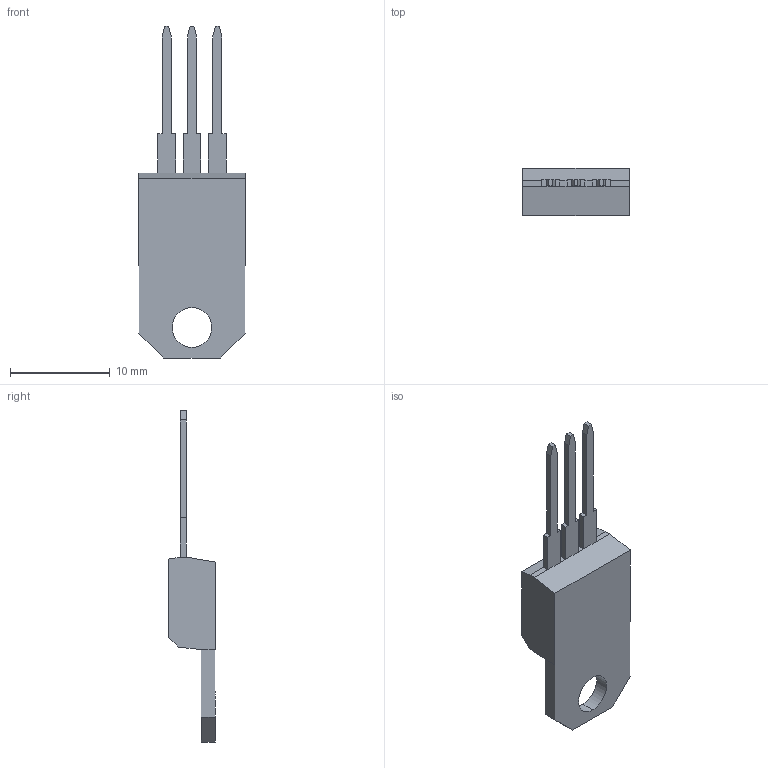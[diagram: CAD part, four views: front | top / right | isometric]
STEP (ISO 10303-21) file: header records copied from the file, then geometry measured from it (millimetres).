
FILE_DESCRIPTION (( 'STEP AP203' ), '1' );
FILE_NAME ('LM7805.STEP', '2019-07-03T10:04:48', ( '' ), ( '' ), 'SwSTEP 2.0', 'SolidWorks 2019', '' );
FILE_SCHEMA (( 'CONFIG_CONTROL_DESIGN' ));
Length unit declared in the file: millimetre
Products named in the file (1): LM7805
Bounding box: 10.67 x 4.7 x 33.24 mm (x, y, z)
Volume: 586.4 mm3; surface area: 716.5 mm2
Topology: 1 solids, 1 shells, 66 faces, 216 edges, 161 vertices
Faces by surface type: plane 64, cylinder 2
Entity records: 2985 total; most frequent: CARTESIAN_POINT 1024, ORIENTED_EDGE 432, DIRECTION 320, EDGE_CURVE 216, VECTOR 178, LINE 178, VERTEX_POINT 161, EDGE_LOOP 77
